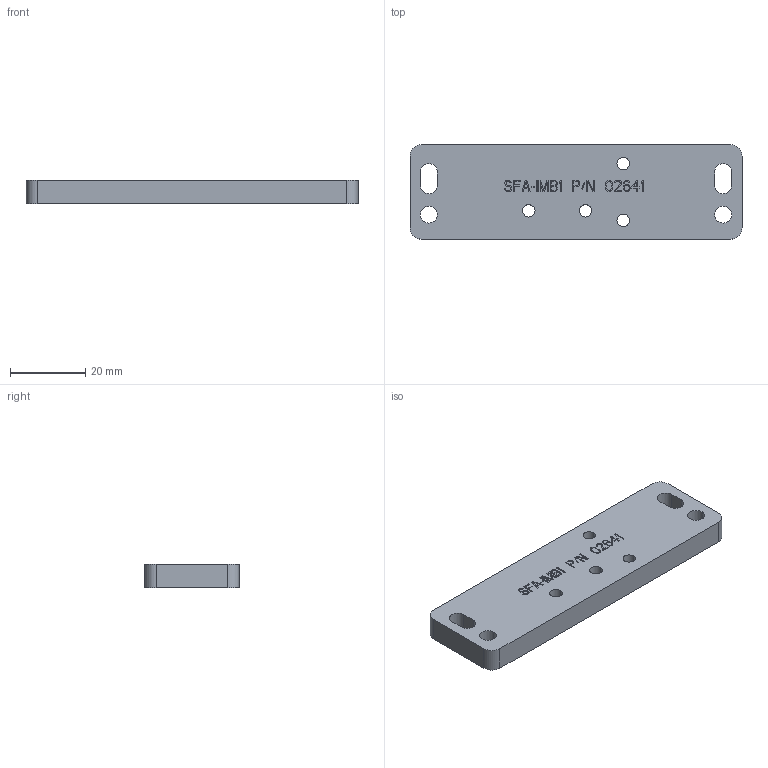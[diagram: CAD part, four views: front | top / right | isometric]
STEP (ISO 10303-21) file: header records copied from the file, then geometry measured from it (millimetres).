
FILE_DESCRIPTION((''),'2;1');
FILE_NAME('156658_SW','2011-04-06T',('banengservice'),('BANNER ENGINEERING'),'PRO/ENGINEER BY PARAMETRIC TECHNOLOGY CORPORATION, 2009141','PRO/ENGINEER BY PARAMETRIC TECHNOLOGY CORPORATION, 2009141','');
FILE_SCHEMA(('CONFIG_CONTROL_DESIGN'));
Length unit declared in the file: inch
Products named in the file (1): 156658_SW
Bounding box: 88 x 25 x 6.35 mm (x, y, z)
Volume: 13093.2 mm3; surface area: 6280.8 mm2
Topology: 1 solids, 1 shells, 386 faces, 1083 edges, 722 vertices
Faces by surface type: plane 366, cylinder 20
Entity records: 12279 total; most frequent: CARTESIAN_POINT 2191, ORIENTED_EDGE 2166, DIRECTION 1895, EDGE_CURVE 1083, VECTOR 1043, LINE 1043, VERTEX_POINT 722, AXIS2_PLACEMENT_3D 426
